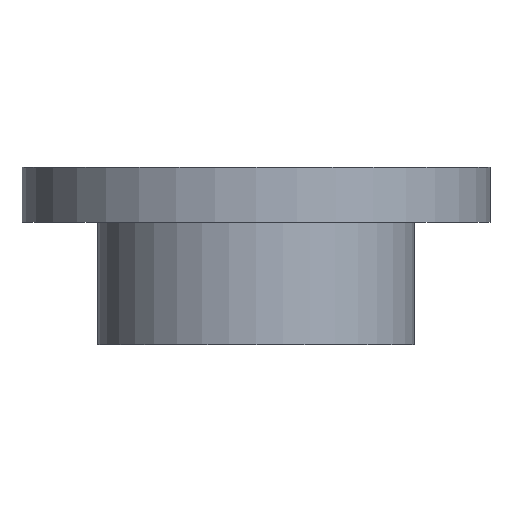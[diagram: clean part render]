
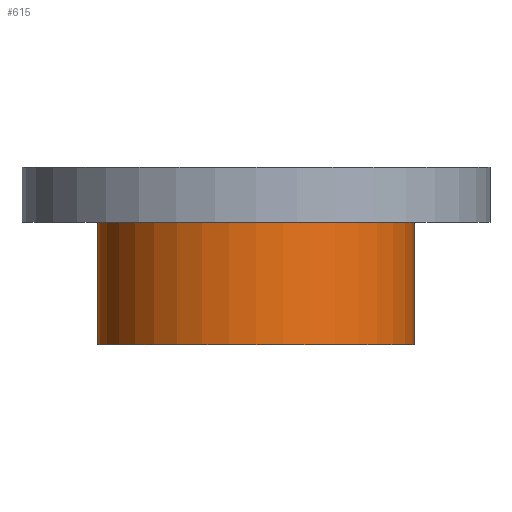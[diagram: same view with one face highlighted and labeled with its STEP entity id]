
A CAD part, front view. The second image highlights one B-rep face of the part: STEP entity #615.
In plain terms, the highlighted cylindrical face has radius 57.5 mm (diameter 115 mm), a partial arc.
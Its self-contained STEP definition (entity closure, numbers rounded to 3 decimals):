
#87 = VERTEX_POINT ( 'NONE', #378 ) ;
#96 = EDGE_CURVE ( 'NONE', #332, #765, #813, .T. ) ;
#104 = CARTESIAN_POINT ( 'NONE',  ( 0., 0., 44.5 ) ) ;
#125 = CARTESIAN_POINT ( 'NONE',  ( -57.5, 0., 44.5 ) ) ;
#145 = ORIENTED_EDGE ( 'NONE', *, *, #209, .F. ) ;
#196 = DIRECTION ( 'NONE',  ( 0., 0., -1. ) ) ;
#201 = EDGE_CURVE ( 'NONE', #832, #332, #349, .T. ) ;
#209 = EDGE_CURVE ( 'NONE', #87, #765, #473, .T. ) ;
#230 = ORIENTED_EDGE ( 'NONE', *, *, #201, .T. ) ;
#240 = EDGE_LOOP ( 'NONE', ( #145, #474, #230, #290 ) ) ;
#276 = CIRCLE ( 'NONE', #495, 57.5 ) ;
#290 = ORIENTED_EDGE ( 'NONE', *, *, #96, .T. ) ;
#332 = VERTEX_POINT ( 'NONE', #486 ) ;
#349 = LINE ( 'NONE', #125, #756 ) ;
#365 = DIRECTION ( 'NONE',  ( 0., 0., -1. ) ) ;
#374 = DIRECTION ( 'NONE',  ( 0., 0., 1. ) ) ;
#378 = CARTESIAN_POINT ( 'NONE',  ( 57.5, 0., 44.5 ) ) ;
#419 = CARTESIAN_POINT ( 'NONE',  ( 57.5, 0., 44.5 ) ) ;
#437 = VECTOR ( 'NONE', #196, 1000. ) ;
#440 = DIRECTION ( 'NONE',  ( 1., 0., 0. ) ) ;
#473 = LINE ( 'NONE', #419, #437 ) ;
#474 = ORIENTED_EDGE ( 'NONE', *, *, #513, .F. ) ;
#486 = CARTESIAN_POINT ( 'NONE',  ( -57.5, 0., 0. ) ) ;
#495 = AXIS2_PLACEMENT_3D ( 'NONE', #773, #525, #440 ) ;
#508 = AXIS2_PLACEMENT_3D ( 'NONE', #577, #374, #632 ) ;
#513 = EDGE_CURVE ( 'NONE', #832, #87, #276, .T. ) ;
#525 = DIRECTION ( 'NONE',  ( 0., 0., 1. ) ) ;
#544 = CARTESIAN_POINT ( 'NONE',  ( -57.5, 0., 44.5 ) ) ;
#564 = CYLINDRICAL_SURFACE ( 'NONE', #834, 57.5 ) ;
#577 = CARTESIAN_POINT ( 'NONE',  ( 0., 0., 0. ) ) ;
#615 = ADVANCED_FACE ( 'NONE', ( #696 ), #564, .T. ) ;
#632 = DIRECTION ( 'NONE',  ( 1., 0., 0. ) ) ;
#635 = CARTESIAN_POINT ( 'NONE',  ( 57.5, 0., 0. ) ) ;
#654 = DIRECTION ( 'NONE',  ( 0., 0., -1. ) ) ;
#696 = FACE_OUTER_BOUND ( 'NONE', #240, .T. ) ;
#749 = DIRECTION ( 'NONE',  ( -1., 0., 0. ) ) ;
#756 = VECTOR ( 'NONE', #654, 1000. ) ;
#765 = VERTEX_POINT ( 'NONE', #635 ) ;
#773 = CARTESIAN_POINT ( 'NONE',  ( 0., 0., 44.5 ) ) ;
#813 = CIRCLE ( 'NONE', #508, 57.5 ) ;
#832 = VERTEX_POINT ( 'NONE', #544 ) ;
#834 = AXIS2_PLACEMENT_3D ( 'NONE', #104, #365, #749 ) ;
